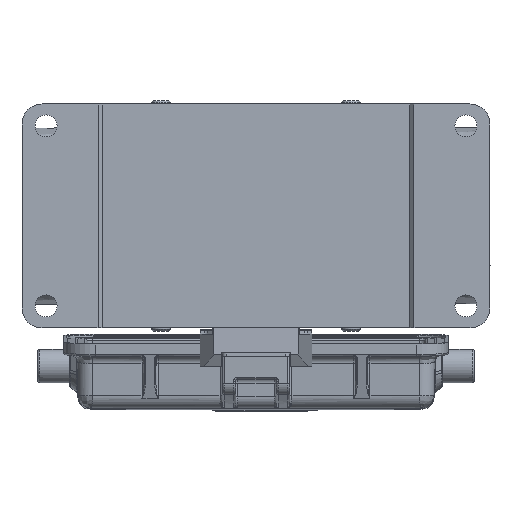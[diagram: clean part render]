
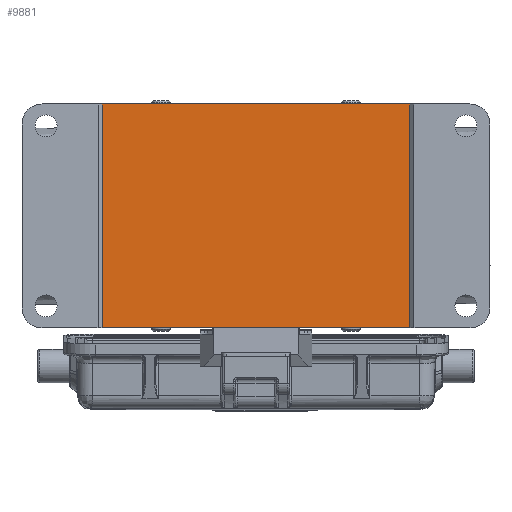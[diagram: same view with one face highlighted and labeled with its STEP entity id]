
A CAD part, front view. The second image highlights one B-rep face of the part: STEP entity #9881.
In plain terms, the highlighted planar face has unit normal (0, -1, 0).
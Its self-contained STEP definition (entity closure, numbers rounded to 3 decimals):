
#2784 = EDGE_CURVE ( 'NONE', #12348, #12350, #20090, .T. ) ;
#2785 = EDGE_CURVE ( 'NONE', #12348, #12349, #20093, .T. ) ;
#2786 = EDGE_CURVE ( 'NONE', #12351, #12350, #20096, .T. ) ;
#2787 = EDGE_CURVE ( 'NONE', #12351, #12349, #20099, .T. ) ;
#6198 = VECTOR ( 'NONE', #20092, 1000. ) ;
#6210 = VECTOR ( 'NONE', #20095, 1000. ) ;
#6215 = VECTOR ( 'NONE', #20098, 1000. ) ;
#6231 = VECTOR ( 'NONE', #20101, 1000. ) ;
#9881 = ADVANCED_FACE ( 'NONE', ( #38025 ), #29085, .F. ) ;
#12348 = VERTEX_POINT ( 'NONE', #24972 ) ;
#12349 = VERTEX_POINT ( 'NONE', #24973 ) ;
#12350 = VERTEX_POINT ( 'NONE', #24974 ) ;
#12351 = VERTEX_POINT ( 'NONE', #24975 ) ;
#14692 = EDGE_LOOP ( 'NONE', ( #22818, #22822, #22821, #22825 ) ) ;
#20090 = LINE ( 'NONE', #20091, #6198 ) ;
#20091 = CARTESIAN_POINT ( 'NONE',  ( 38.5, -23., 33.6 ) ) ;
#20092 = DIRECTION ( 'NONE',  ( 0., 0., 1. ) ) ;
#20093 = LINE ( 'NONE', #20094, #6210 ) ;
#20094 = CARTESIAN_POINT ( 'NONE',  ( 58.5, -23., -28. ) ) ;
#20095 = DIRECTION ( 'NONE',  ( -1., 0., 0. ) ) ;
#20096 = LINE ( 'NONE', #20097, #6215 ) ;
#20097 = CARTESIAN_POINT ( 'NONE',  ( -58.5, -23., 28. ) ) ;
#20098 = DIRECTION ( 'NONE',  ( 1., 0., 0. ) ) ;
#20099 = LINE ( 'NONE', #20100, #6231 ) ;
#20100 = CARTESIAN_POINT ( 'NONE',  ( -38.5, -23., 33.6 ) ) ;
#20101 = DIRECTION ( 'NONE',  ( 0., 0., -1. ) ) ;
#22818 = ORIENTED_EDGE ( 'NONE', *, *, #2785, .F. ) ;
#22821 = ORIENTED_EDGE ( 'NONE', *, *, #2786, .F. ) ;
#22822 = ORIENTED_EDGE ( 'NONE', *, *, #2784, .T. ) ;
#22825 = ORIENTED_EDGE ( 'NONE', *, *, #2787, .T. ) ;
#24972 = CARTESIAN_POINT ( 'NONE',  ( 38.5, -23., -28. ) ) ;
#24973 = CARTESIAN_POINT ( 'NONE',  ( -38.5, -23., -28. ) ) ;
#24974 = CARTESIAN_POINT ( 'NONE',  ( 38.5, -23., 28. ) ) ;
#24975 = CARTESIAN_POINT ( 'NONE',  ( -38.5, -23., 28. ) ) ;
#29085 = PLANE ( 'NONE',  #38031 ) ;
#29098 = CARTESIAN_POINT ( 'NONE',  ( 38.5, -23., 33.6 ) ) ;
#29099 = DIRECTION ( 'NONE',  ( 0., 1., 0. ) ) ;
#29100 = DIRECTION ( 'NONE',  ( 0., 0., 1. ) ) ;
#38025 = FACE_OUTER_BOUND ( 'NONE', #14692, .T. ) ;
#38031 = AXIS2_PLACEMENT_3D ( 'NONE', #29098, #29099, #29100 ) ;
